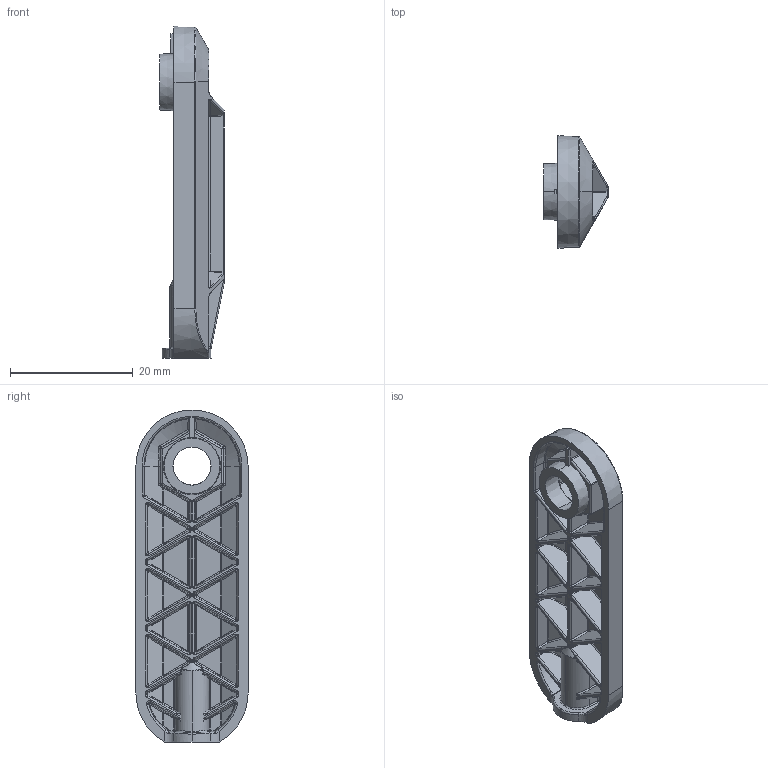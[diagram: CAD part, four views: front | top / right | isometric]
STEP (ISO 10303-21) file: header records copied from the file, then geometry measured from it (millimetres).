
FILE_DESCRIPTION (( 'STEP AP203' ), '1' );
FILE_NAME ('FC-HWA-00590 REV2_Default_sldprt.STEP', '2020-02-25T18:04:41', ( 'WinAdmin User' ), ( 'MathWorks' ), 'SwSTEP 2.0', 'SolidWorks 2019', '' );
FILE_SCHEMA (( 'CONFIG_CONTROL_DESIGN' ));
Length unit declared in the file: millimetre
Products named in the file (1): FC-HWA-00590 REV2_Default_sldprt
Bounding box: 10.5 x 18.3 x 54.15 mm (x, y, z)
Volume: 2892.8 mm3; surface area: 4268.1 mm2
Topology: 1 solids, 1 shells, 891 faces, 1993 edges, 1094 vertices
Faces by surface type: cylinder 343, bspline 232, sphere 144, plane 137, torus 18, cone 17
Entity records: 26932 total; most frequent: CARTESIAN_POINT 9128, ORIENTED_EDGE 3938, DIRECTION 3584, EDGE_CURVE 1969, AXIS2_PLACEMENT_3D 1447, VERTEX_POINT 1090, EDGE_LOOP 903, ADVANCED_FACE 891
